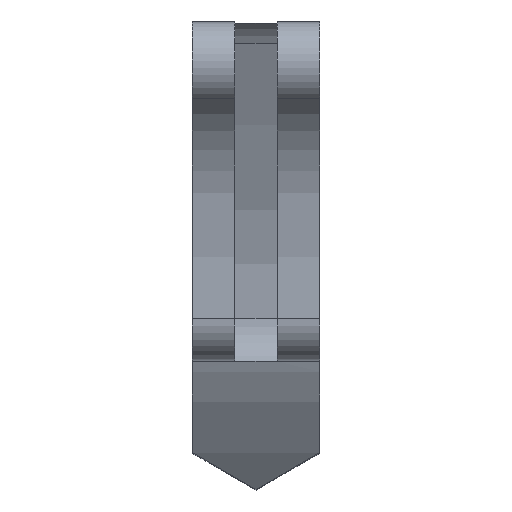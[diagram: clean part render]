
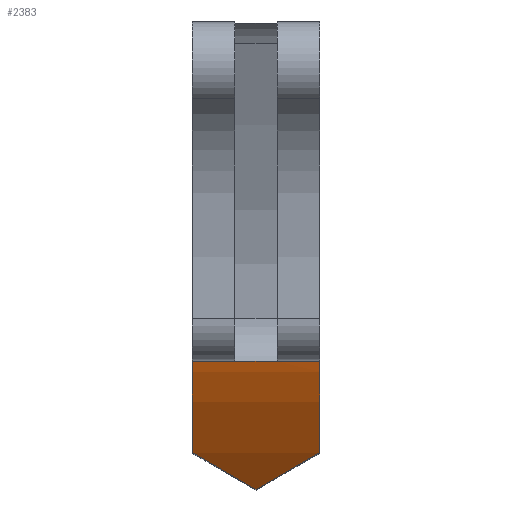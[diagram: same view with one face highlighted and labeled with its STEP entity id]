
A CAD part, top view. The second image highlights one B-rep face of the part: STEP entity #2383.
In plain terms, the highlighted cylindrical face has radius 220.833 mm (diameter 441.667 mm), a partial arc.
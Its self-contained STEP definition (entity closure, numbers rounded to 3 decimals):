
#31 = CIRCLE ( 'NONE', #1248, 220.833 ) ;
#54 = DIRECTION ( 'NONE',  ( 1., 0., 0. ) ) ;
#97 = VERTEX_POINT ( 'NONE', #1756 ) ;
#119 = EDGE_CURVE ( 'NONE', #639, #825, #1113, .T. ) ;
#125 = CARTESIAN_POINT ( 'NONE',  ( 2.706, -18.438, -75.981 ) ) ;
#137 = CARTESIAN_POINT ( 'NONE',  ( 7.5, -15.67, -67.814 ) ) ;
#168 = ORIENTED_EDGE ( 'NONE', *, *, #1868, .F. ) ;
#214 = CARTESIAN_POINT ( 'NONE',  ( 2.5, -225.833, 0. ) ) ;
#218 = CARTESIAN_POINT ( 'NONE',  ( -5.206, -16.994, -71.917 ) ) ;
#225 = CIRCLE ( 'NONE', #1381, 220.833 ) ;
#246 = DIRECTION ( 'NONE',  ( -1., 0., 0. ) ) ;
#272 = VERTEX_POINT ( 'NONE', #952 ) ;
#278 = AXIS2_PLACEMENT_3D ( 'NONE', #1354, #246, #1545 ) ;
#292 = LINE ( 'NONE', #816, #1285 ) ;
#325 = EDGE_CURVE ( 'NONE', #97, #2287, #768, .T. ) ;
#400 = DIRECTION ( 'NONE',  ( 0., 0., 1. ) ) ;
#410 = DIRECTION ( 'NONE',  ( -1., 0., 0. ) ) ;
#432 = CARTESIAN_POINT ( 'NONE',  ( -7.5, -225.833, 0. ) ) ;
#462 = FACE_OUTER_BOUND ( 'NONE', #931, .T. ) ;
#565 = AXIS2_PLACEMENT_3D ( 'NONE', #214, #1512, #400 ) ;
#575 = DIRECTION ( 'NONE',  ( -1., 0., 0. ) ) ;
#639 = VERTEX_POINT ( 'NONE', #1517 ) ;
#656 = AXIS2_PLACEMENT_3D ( 'NONE', #432, #54, #2108 ) ;
#669 = VERTEX_POINT ( 'NONE', #1533 ) ;
#768 = CIRCLE ( 'NONE', #565, 220.833 ) ;
#790 = ORIENTED_EDGE ( 'NONE', *, *, #119, .F. ) ;
#816 = CARTESIAN_POINT ( 'NONE',  ( -7.5, -5., 0. ) ) ;
#820 = EDGE_CURVE ( 'NONE', #1872, #272, #962, .T. ) ;
#825 = VERTEX_POINT ( 'NONE', #1754 ) ;
#885 = DIRECTION ( 'NONE',  ( -1., 0., 0. ) ) ;
#899 = ORIENTED_EDGE ( 'NONE', *, *, #820, .F. ) ;
#931 = EDGE_LOOP ( 'NONE', ( #1019, #790, #1746, #168, #2298, #2231, #1375, #899, #2045 ) ) ;
#952 = CARTESIAN_POINT ( 'NONE',  ( -2.5, -5., 0. ) ) ;
#962 = LINE ( 'NONE', #1390, #2375 ) ;
#972 = CARTESIAN_POINT ( 'NONE',  ( 5.206, -16.994, -71.917 ) ) ;
#984 = LINE ( 'NONE', #1099, #1909 ) ;
#1003 = EDGE_CURVE ( 'NONE', #1799, #639, #225, .T. ) ;
#1008 = CARTESIAN_POINT ( 'NONE',  ( -7.5, -5., 0. ) ) ;
#1019 = ORIENTED_EDGE ( 'NONE', *, *, #1663, .F. ) ;
#1099 = CARTESIAN_POINT ( 'NONE',  ( 0., -5.024, -3.28 ) ) ;
#1113 =( BOUNDED_CURVE ( )  B_SPLINE_CURVE ( 3, ( #137, #972, #125, #1888 ),
 .UNSPECIFIED., .F., .F. ) 
 B_SPLINE_CURVE_WITH_KNOTS ( ( 4, 4 ),
 ( 0.312, 0.371 ),
 .UNSPECIFIED. ) 
 CURVE ( )  GEOMETRIC_REPRESENTATION_ITEM ( )  RATIONAL_B_SPLINE_CURVE ( ( 1., 1., 1., 1. ) ) 
 REPRESENTATION_ITEM ( '' )  );
#1157 = CARTESIAN_POINT ( 'NONE',  ( 0., -20., -80. ) ) ;
#1206 = EDGE_CURVE ( 'NONE', #2287, #669, #984, .T. ) ;
#1214 = DIRECTION ( 'NONE',  ( 1., 0., 0. ) ) ;
#1223 = VERTEX_POINT ( 'NONE', #1509 ) ;
#1248 = AXIS2_PLACEMENT_3D ( 'NONE', #1525, #410, #1700 ) ;
#1285 = VECTOR ( 'NONE', #2300, 1000. ) ;
#1354 = CARTESIAN_POINT ( 'NONE',  ( -2.5, -225.833, 0. ) ) ;
#1375 = ORIENTED_EDGE ( 'NONE', *, *, #2359, .F. ) ;
#1381 = AXIS2_PLACEMENT_3D ( 'NONE', #2003, #885, #2187 ) ;
#1390 = CARTESIAN_POINT ( 'NONE',  ( -7.5, -5., 0. ) ) ;
#1447 = CIRCLE ( 'NONE', #278, 220.833 ) ;
#1509 = CARTESIAN_POINT ( 'NONE',  ( -7.5, -15.67, -67.814 ) ) ;
#1512 = DIRECTION ( 'NONE',  ( -1., 0., 0. ) ) ;
#1514 = CARTESIAN_POINT ( 'NONE',  ( -7.5, -15.67, -67.814 ) ) ;
#1517 = CARTESIAN_POINT ( 'NONE',  ( 7.5, -15.67, -67.814 ) ) ;
#1525 = CARTESIAN_POINT ( 'NONE',  ( -7.5, -225.833, 0. ) ) ;
#1533 = CARTESIAN_POINT ( 'NONE',  ( -2.5, -5.024, -3.28 ) ) ;
#1545 = DIRECTION ( 'NONE',  ( 0., 0., 1. ) ) ;
#1663 = EDGE_CURVE ( 'NONE', #825, #1223, #1934, .T. ) ;
#1687 = EDGE_CURVE ( 'NONE', #1872, #1223, #31, .T. ) ;
#1700 = DIRECTION ( 'NONE',  ( 0., 0., -1. ) ) ;
#1707 = CARTESIAN_POINT ( 'NONE',  ( 7.5, -5., 0. ) ) ;
#1746 = ORIENTED_EDGE ( 'NONE', *, *, #1003, .F. ) ;
#1754 = CARTESIAN_POINT ( 'NONE',  ( 0., -20., -80. ) ) ;
#1756 = CARTESIAN_POINT ( 'NONE',  ( 2.5, -5., 0. ) ) ;
#1799 = VERTEX_POINT ( 'NONE', #1707 ) ;
#1868 = EDGE_CURVE ( 'NONE', #97, #1799, #292, .T. ) ;
#1872 = VERTEX_POINT ( 'NONE', #1008 ) ;
#1888 = CARTESIAN_POINT ( 'NONE',  ( 0., -20., -80. ) ) ;
#1909 = VECTOR ( 'NONE', #575, 1000. ) ;
#1934 =( BOUNDED_CURVE ( )  B_SPLINE_CURVE ( 3, ( #1157, #2259, #218, #1514 ),
 .UNSPECIFIED., .F., .F. ) 
 B_SPLINE_CURVE_WITH_KNOTS ( ( 4, 4 ),
 ( 2.771, 2.829 ),
 .UNSPECIFIED. ) 
 CURVE ( )  GEOMETRIC_REPRESENTATION_ITEM ( )  RATIONAL_B_SPLINE_CURVE ( ( 1., 1., 1., 1. ) ) 
 REPRESENTATION_ITEM ( '' )  );
#2003 = CARTESIAN_POINT ( 'NONE',  ( 7.5, -225.833, 0. ) ) ;
#2045 = ORIENTED_EDGE ( 'NONE', *, *, #1687, .T. ) ;
#2087 = CARTESIAN_POINT ( 'NONE',  ( 2.5, -5.024, -3.28 ) ) ;
#2108 = DIRECTION ( 'NONE',  ( 0., 0., -1. ) ) ;
#2187 = DIRECTION ( 'NONE',  ( 0., 0., -1. ) ) ;
#2231 = ORIENTED_EDGE ( 'NONE', *, *, #1206, .T. ) ;
#2259 = CARTESIAN_POINT ( 'NONE',  ( -2.706, -18.438, -75.981 ) ) ;
#2267 = CYLINDRICAL_SURFACE ( 'NONE', #656, 220.833 ) ;
#2287 = VERTEX_POINT ( 'NONE', #2087 ) ;
#2298 = ORIENTED_EDGE ( 'NONE', *, *, #325, .T. ) ;
#2300 = DIRECTION ( 'NONE',  ( 1., 0., 0. ) ) ;
#2359 = EDGE_CURVE ( 'NONE', #272, #669, #1447, .T. ) ;
#2375 = VECTOR ( 'NONE', #1214, 1000. ) ;
#2383 = ADVANCED_FACE ( 'NONE', ( #462 ), #2267, .F. ) ;
